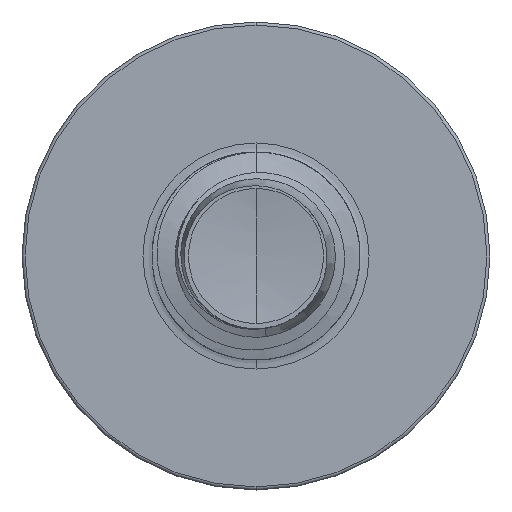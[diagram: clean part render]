
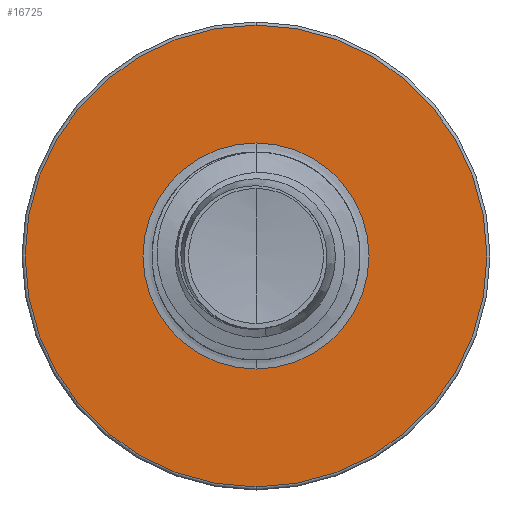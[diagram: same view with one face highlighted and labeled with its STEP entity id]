
A CAD part, front view. The second image highlights one B-rep face of the part: STEP entity #16725.
In plain terms, the highlighted planar face has unit normal (0, -1, 0).
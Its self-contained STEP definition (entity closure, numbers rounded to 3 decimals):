
#1381 = CIRCLE ( 'NONE', #29310, 2.174 ) ;
#2176 = AXIS2_PLACEMENT_3D ( 'NONE', #14526, #14520, #14474 ) ;
#3061 = EDGE_CURVE ( 'NONE', #11743, #28233, #21509, .T. ) ;
#3524 = ORIENTED_EDGE ( 'NONE', *, *, #3061, .T. ) ;
#5009 = CARTESIAN_POINT ( 'NONE',  ( 0., 17.5, -2.174 ) ) ;
#5941 = CARTESIAN_POINT ( 'NONE',  ( 0., 17.5, 4.44 ) ) ;
#5972 = ORIENTED_EDGE ( 'NONE', *, *, #21542, .F. ) ;
#10905 = VERTEX_POINT ( 'NONE', #5941 ) ;
#11743 = VERTEX_POINT ( 'NONE', #5009 ) ;
#11922 = CARTESIAN_POINT ( 'NONE',  ( 0., 17.5, 0. ) ) ;
#12743 = DIRECTION ( 'NONE',  ( 0., 1., 0. ) ) ;
#13898 = DIRECTION ( 'NONE',  ( 0., 1., 0. ) ) ;
#14474 = DIRECTION ( 'NONE',  ( 0., 0., 1. ) ) ;
#14520 = DIRECTION ( 'NONE',  ( 0., 1., 0. ) ) ;
#14526 = CARTESIAN_POINT ( 'NONE',  ( 0., 17.5, 0. ) ) ;
#15042 = CARTESIAN_POINT ( 'NONE',  ( 0., 17.5, -4.44 ) ) ;
#15117 = DIRECTION ( 'NONE',  ( 0., 0., 1. ) ) ;
#16725 = ADVANCED_FACE ( 'NONE', ( #23008, #29014 ), #18459, .F. ) ;
#18347 = DIRECTION ( 'NONE',  ( 0., 0., 1. ) ) ;
#18372 = DIRECTION ( 'NONE',  ( 0., 1., 0. ) ) ;
#18459 = PLANE ( 'NONE',  #34167 ) ;
#18746 = CARTESIAN_POINT ( 'NONE',  ( 0., 17.5, -2.174 ) ) ;
#20481 = AXIS2_PLACEMENT_3D ( 'NONE', #28476, #12743, #30594 ) ;
#20732 = EDGE_LOOP ( 'NONE', ( #5972, #20908 ) ) ;
#20908 = ORIENTED_EDGE ( 'NONE', *, *, #31450, .F. ) ;
#21509 = CIRCLE ( 'NONE', #2176, 2.174 ) ;
#21542 = EDGE_CURVE ( 'NONE', #10905, #29965, #34072, .T. ) ;
#23008 = FACE_OUTER_BOUND ( 'NONE', #20732, .T. ) ;
#25852 = ORIENTED_EDGE ( 'NONE', *, *, #32607, .T. ) ;
#28159 = CARTESIAN_POINT ( 'NONE',  ( 0., 17.5, 2.174 ) ) ;
#28233 = VERTEX_POINT ( 'NONE', #28159 ) ;
#28471 = AXIS2_PLACEMENT_3D ( 'NONE', #11922, #30015, #15117 ) ;
#28476 = CARTESIAN_POINT ( 'NONE',  ( 0., 17.5, 0. ) ) ;
#29014 = FACE_BOUND ( 'NONE', #34655, .T. ) ;
#29201 = CARTESIAN_POINT ( 'NONE',  ( 0., 17.5, 0. ) ) ;
#29310 = AXIS2_PLACEMENT_3D ( 'NONE', #29201, #13898, #31377 ) ;
#29965 = VERTEX_POINT ( 'NONE', #15042 ) ;
#30015 = DIRECTION ( 'NONE',  ( 0., 1., 0. ) ) ;
#30594 = DIRECTION ( 'NONE',  ( 0., 0., 1. ) ) ;
#31377 = DIRECTION ( 'NONE',  ( 0., 0., 1. ) ) ;
#31450 = EDGE_CURVE ( 'NONE', #29965, #10905, #34203, .T. ) ;
#32607 = EDGE_CURVE ( 'NONE', #28233, #11743, #1381, .T. ) ;
#34072 = CIRCLE ( 'NONE', #20481, 4.44 ) ;
#34167 = AXIS2_PLACEMENT_3D ( 'NONE', #18746, #18372, #18347 ) ;
#34203 = CIRCLE ( 'NONE', #28471, 4.44 ) ;
#34655 = EDGE_LOOP ( 'NONE', ( #25852, #3524 ) ) ;
